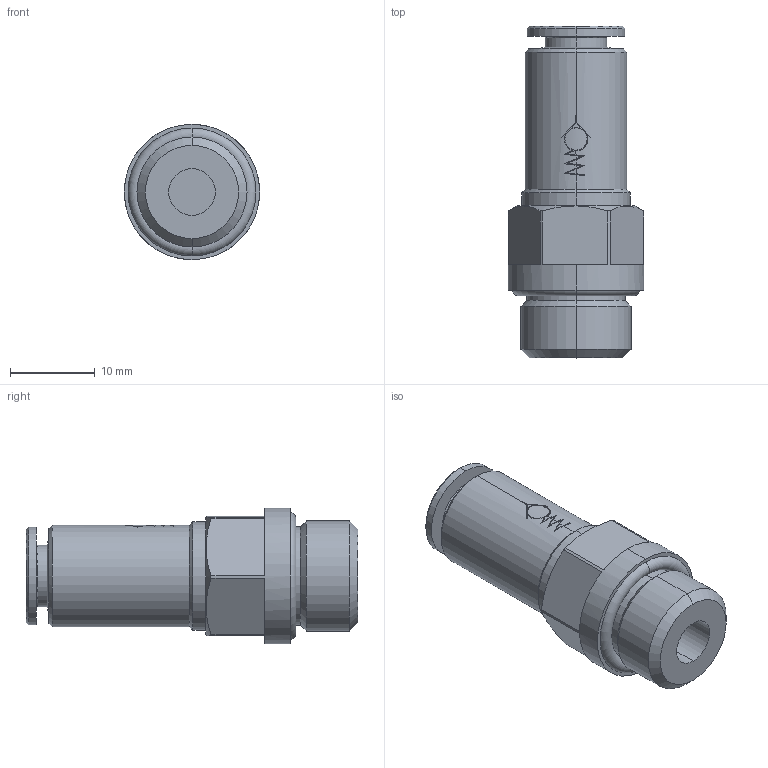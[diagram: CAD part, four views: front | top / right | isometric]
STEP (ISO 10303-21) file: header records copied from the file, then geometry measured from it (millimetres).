
FILE_DESCRIPTION (( 'STEP AP203' ), '1' );
FILE_NAME ('04230032.STEP', '2010-03-26T15:04:06', ( '' ), ( 'sopra-pneumatic' ), 'SwSTEP 2.0', 'SolidWorks 2009', '' );
FILE_SCHEMA (( 'CONFIG_CONTROL_DESIGN' ));
Length unit declared in the file: millimetre
Products named in the file (1): 04230032
Bounding box: 16 x 39.2 x 16 mm (x, y, z)
Volume: 4437.1 mm3; surface area: 2577.2 mm2
Topology: 1 solids, 1 shells, 96 faces, 237 edges, 152 vertices
Faces by surface type: bspline 26, cylinder 26, plane 24, cone 18, torus 2
Entity records: 3591 total; most frequent: CARTESIAN_POINT 1444, ORIENTED_EDGE 474, DIRECTION 354, EDGE_CURVE 237, VERTEX_POINT 152, AXIS2_PLACEMENT_3D 144, EDGE_LOOP 105, B_SPLINE_CURVE_WITH_KNOTS 98
